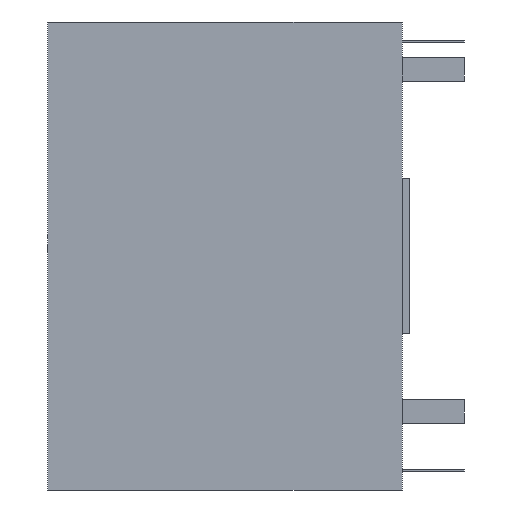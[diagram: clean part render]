
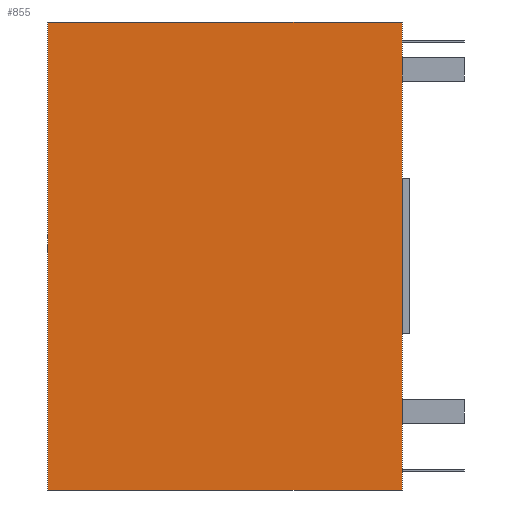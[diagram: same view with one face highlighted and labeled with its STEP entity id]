
A CAD part, left-side view. The second image highlights one B-rep face of the part: STEP entity #855.
In plain terms, the highlighted planar face has unit normal (-1, 0, 0).
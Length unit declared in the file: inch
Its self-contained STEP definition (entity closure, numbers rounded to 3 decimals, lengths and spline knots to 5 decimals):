
#54 = AXIS2_PLACEMENT_3D ( 'NONE', #592, #754, #65 ) ;
#65 = DIRECTION ( 'NONE',  ( 0., 0., -1. ) ) ;
#79 = FACE_OUTER_BOUND ( 'NONE', #428, .T. ) ;
#105 = EDGE_CURVE ( 'NONE', #706, #865, #475, .T. ) ;
#229 = CARTESIAN_POINT ( 'NONE',  ( -0.30906, -0.44882, 0.59252 ) ) ;
#233 = EDGE_CURVE ( 'NONE', #392, #865, #690, .T. ) ;
#268 = LINE ( 'NONE', #572, #481 ) ;
#328 = VECTOR ( 'NONE', #534, 39.37008 ) ;
#378 = VERTEX_POINT ( 'NONE', #403 ) ;
#385 = ORIENTED_EDGE ( 'NONE', *, *, #694, .T. ) ;
#392 = VERTEX_POINT ( 'NONE', #723 ) ;
#403 = CARTESIAN_POINT ( 'NONE',  ( -0.30906, 0.44882, 0.59252 ) ) ;
#416 = PLANE ( 'NONE',  #54 ) ;
#428 = EDGE_LOOP ( 'NONE', ( #958, #1084, #1049, #385 ) ) ;
#454 = CARTESIAN_POINT ( 'NONE',  ( -0.30906, -0.44882, 0.59252 ) ) ;
#475 = LINE ( 'NONE', #454, #328 ) ;
#481 = VECTOR ( 'NONE', #675, 39.37008 ) ;
#534 = DIRECTION ( 'NONE',  ( 0., 0., -1. ) ) ;
#540 = EDGE_CURVE ( 'NONE', #378, #706, #268, .T. ) ;
#572 = CARTESIAN_POINT ( 'NONE',  ( -0.30906, -0.44882, 0.59252 ) ) ;
#592 = CARTESIAN_POINT ( 'NONE',  ( -0.30906, -0.44882, 0.59252 ) ) ;
#598 = CARTESIAN_POINT ( 'NONE',  ( -0.30906, 0.44882, 0.59252 ) ) ;
#615 = DIRECTION ( 'NONE',  ( 0., -1., 0. ) ) ;
#675 = DIRECTION ( 'NONE',  ( 0., -1., 0. ) ) ;
#690 = LINE ( 'NONE', #704, #724 ) ;
#694 = EDGE_CURVE ( 'NONE', #378, #392, #1015, .T. ) ;
#704 = CARTESIAN_POINT ( 'NONE',  ( -0.30906, -0.44882, -0.59252 ) ) ;
#706 = VERTEX_POINT ( 'NONE', #229 ) ;
#723 = CARTESIAN_POINT ( 'NONE',  ( -0.30906, 0.44882, -0.59252 ) ) ;
#724 = VECTOR ( 'NONE', #615, 39.37008 ) ;
#754 = DIRECTION ( 'NONE',  ( 1., 0., 0. ) ) ;
#773 = DIRECTION ( 'NONE',  ( 0., 0., -1. ) ) ;
#855 = ADVANCED_FACE ( 'NONE', ( #79 ), #416, .F. ) ;
#861 = VECTOR ( 'NONE', #773, 39.37008 ) ;
#865 = VERTEX_POINT ( 'NONE', #905 ) ;
#905 = CARTESIAN_POINT ( 'NONE',  ( -0.30906, -0.44882, -0.59252 ) ) ;
#958 = ORIENTED_EDGE ( 'NONE', *, *, #233, .T. ) ;
#1015 = LINE ( 'NONE', #598, #861 ) ;
#1049 = ORIENTED_EDGE ( 'NONE', *, *, #540, .F. ) ;
#1084 = ORIENTED_EDGE ( 'NONE', *, *, #105, .F. ) ;
